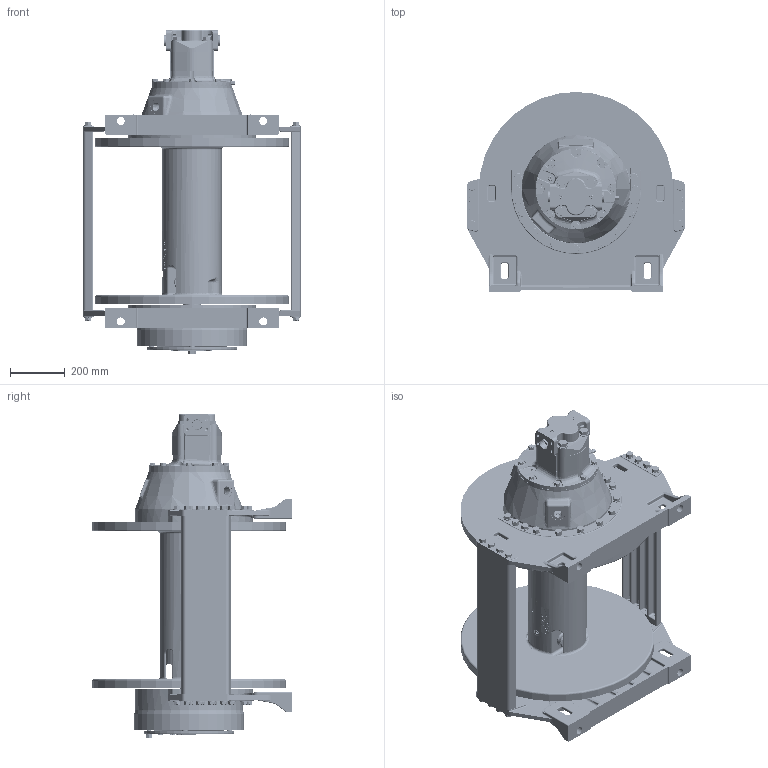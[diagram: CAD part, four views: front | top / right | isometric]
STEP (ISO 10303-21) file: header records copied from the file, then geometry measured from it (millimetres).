
FILE_DESCRIPTION((''),'2;1');
FILE_NAME('TWG-TEMP','2020-10-11T04:03:25',('Administrator'),(''),'CREO PARAMETRIC BY PTC INC, 2019030','CREO PARAMETRIC BY PTC INC, 2019030','');
FILE_SCHEMA(('AUTOMOTIVE_DESIGN { 1 0 10303 214 1 1 1 1 }'));
Products named in the file (1): TWG-TEMP
Bounding box: 793.75 x 728.98 x 1186.31 mm (x, y, z)
Volume: 523.6 mm3; surface area: 6911141.9 mm2
Topology: 1 solids, 399 shells, 5170 faces, 19767 edges, 14537 vertices
Faces by surface type: plane 1670, cylinder 1664, cone 682, torus 496, bspline 428, extrusion 150, sphere 80
Entity records: 302950 total; most frequent: CARTESIAN_POINT 116134, ORIENTED_EDGE 29870, DIRECTION 26662, EDGE_CURVE 19561, VERTEX_POINT 14537, AXIS2_PLACEMENT_3D 9345, VECTOR 7969, LINE 7819
